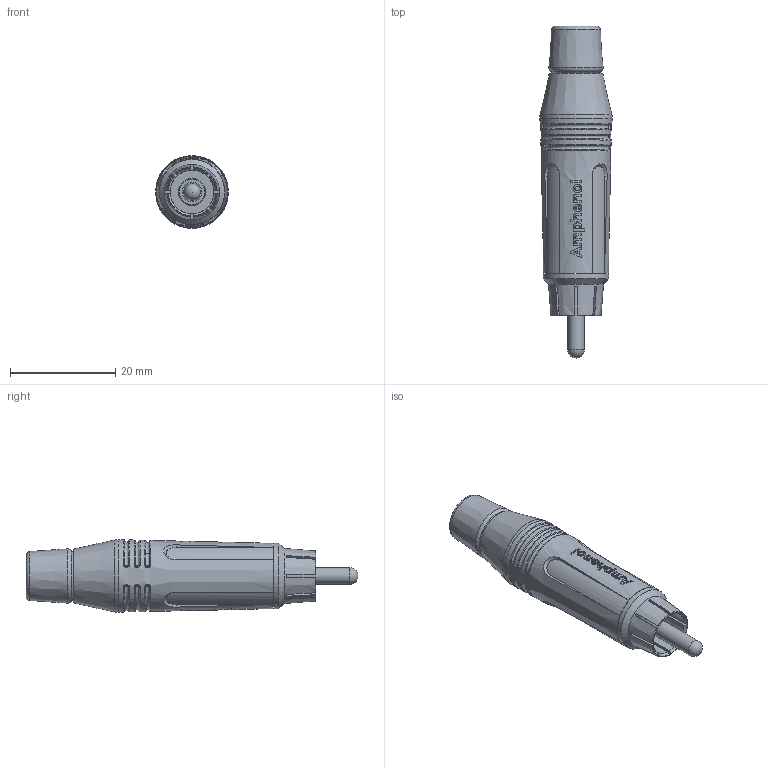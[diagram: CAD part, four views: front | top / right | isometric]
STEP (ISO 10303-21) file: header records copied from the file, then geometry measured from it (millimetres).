
FILE_DESCRIPTION(/* description */ (''),/* implementation_level */ '2;1');
FILE_NAME(/* name */ 'ACPR-BLK.stp',/* time_stamp */ '2017-02-23T15:22:59+11:00',/* author */ ('minh'),/* organization */ (''),/* preprocessor_version */ 'ST-DEVELOPER v16.1',/* originating_system */ 'Autodesk Inventor 2016',/* authorisation */ '');
FILE_SCHEMA (('AUTOMOTIVE_DESIGN { 1 0 10303 214 3 1 1 }'));
Length unit declared in the file: inch
Products named in the file (1): 55010299000110_Shrinkwrap_1
Bounding box: 13.8 x 63 x 13.8 mm (x, y, z)
Surface area: 2945.2 mm2 (no closed solid volume)
Topology: 0 solids, 12 shells, 301 faces, 965 edges, 649 vertices
Faces by surface type: plane 118, bspline 80, cone 49, torus 30, sphere 13, cylinder 11
Full cylindrical faces by diameter (mm): 3.2 x1, 3.75 x1, 4 x1, 7.9 x1, 8.3 x1, 12.4 x1
Entity records: 12912 total; most frequent: CARTESIAN_POINT 5194, ORIENTED_EDGE 1535, DIRECTION 1322, EDGE_CURVE 894, VERTEX_POINT 612, AXIS2_PLACEMENT_3D 487, EDGE_LOOP 351, LINE 348
